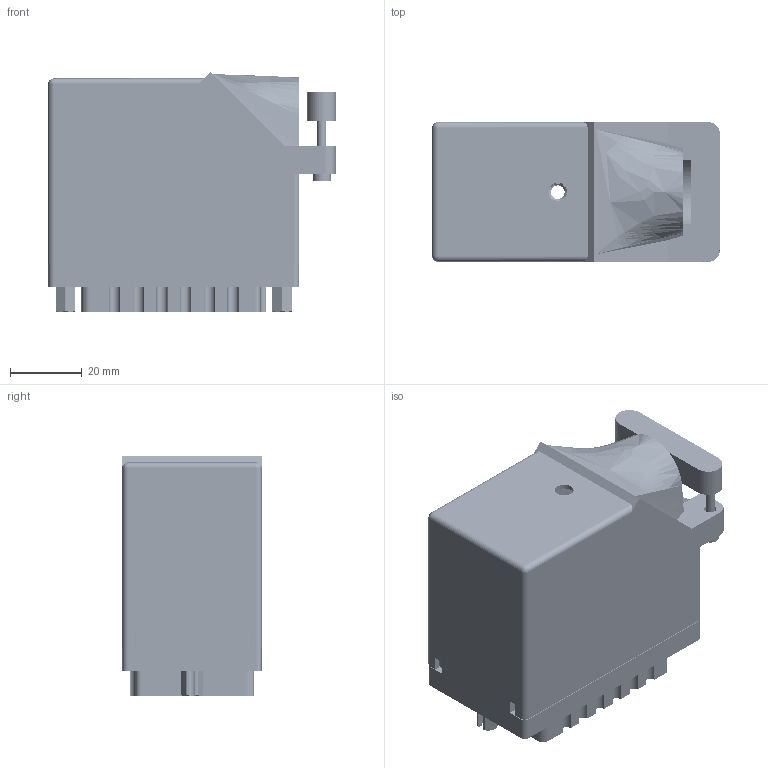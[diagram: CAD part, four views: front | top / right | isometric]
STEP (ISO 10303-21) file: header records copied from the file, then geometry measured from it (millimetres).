
FILE_DESCRIPTION (( 'STEP AP203' ), '1' );
FILE_NAME ('516-120-540-222.STEP', '2020-03-07T02:09:53', ( '' ), ( '' ), 'SwSTEP 2.0', 'SolidWorks 2016', '' );
FILE_SCHEMA (( 'CONFIG_CONTROL_DESIGN' ));
Length unit declared in the file: inch
Products named in the file (8): 516-120-540-222; 516-230-001_Plastic - 120 Side Entry; 516-221-090-102_091; 516 Part Receptacle_120; 516-252-095-100; 516-221-090-102_090; 516-292-001_540 Contact; 516-252-091-102
Assembly tree (127 placements, depth 2):
  516-120-540-222
    516 Part Receptacle_120
    516-292-001_540 Contact  x120
    516-230-001_Plastic - 120 Side Entry
    516-252-091-102  x2
    516-221-090-102_090
    516-252-095-100
    516-221-090-102_091
Bounding box: 80.14 x 38.86 x 66.85 mm (x, y, z)
Volume: 53388.1 mm3; surface area: 91609.7 mm2
Topology: 127 solids, 127 shells, 11404 faces, 33101 edges, 21971 vertices
Faces by surface type: plane 6925, cylinder 3680, bspline 751, cone 46, sphere 2
Entity records: 106042 total; most frequent: CARTESIAN_POINT 24668, ORIENTED_EDGE 16530, DIRECTION 15931, EDGE_CURVE 8265, LINE 5939, VECTOR 5939, VERTEX_POINT 5497, AXIS2_PLACEMENT_3D 4996
